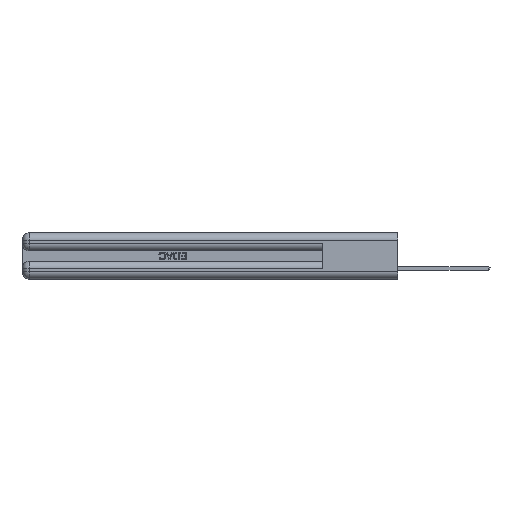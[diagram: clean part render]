
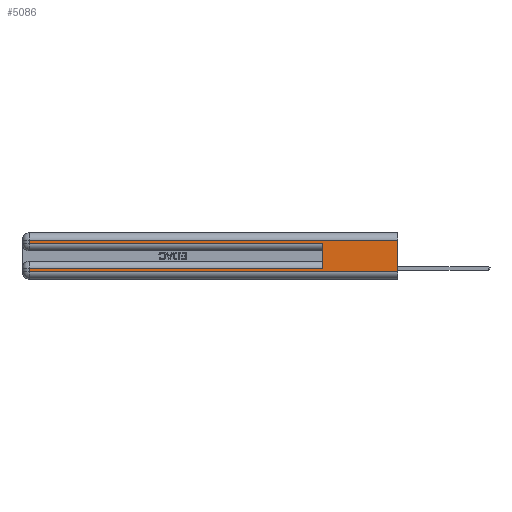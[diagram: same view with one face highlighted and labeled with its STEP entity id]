
A CAD part, left-side view. The second image highlights one B-rep face of the part: STEP entity #5086.
In plain terms, the highlighted planar face has unit normal (-1, 0, 0).
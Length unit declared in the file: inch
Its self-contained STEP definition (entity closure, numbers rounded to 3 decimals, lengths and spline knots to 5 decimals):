
#69 = VECTOR ( 'NONE', #34053, 39.37008 ) ;
#417 = VECTOR ( 'NONE', #43826, 39.37008 ) ;
#721 = EDGE_CURVE ( 'NONE', #43165, #9399, #42029, .T. ) ;
#1720 = DIRECTION ( 'NONE',  ( 0., 0., -1. ) ) ;
#2353 = LINE ( 'NONE', #3776, #19209 ) ;
#2717 = VERTEX_POINT ( 'NONE', #3082 ) ;
#2901 = ORIENTED_EDGE ( 'NONE', *, *, #34186, .F. ) ;
#3082 = CARTESIAN_POINT ( 'NONE',  ( 0., 0.6, 0.085 ) ) ;
#3167 = EDGE_CURVE ( 'NONE', #2717, #48997, #43733, .T. ) ;
#3776 = CARTESIAN_POINT ( 'NONE',  ( 0., 0., 0.06 ) ) ;
#5086 = ADVANCED_FACE ( 'NONE', ( #33209 ), #54268, .F. ) ;
#5182 = ORIENTED_EDGE ( 'NONE', *, *, #37879, .T. ) ;
#6974 = AXIS2_PLACEMENT_3D ( 'NONE', #24410, #32988, #11671 ) ;
#7108 = ORIENTED_EDGE ( 'NONE', *, *, #20329, .T. ) ;
#7124 = EDGE_LOOP ( 'NONE', ( #2901, #17862, #45818, #5182, #19145, #7108, #32445, #24779 ) ) ;
#7929 = CARTESIAN_POINT ( 'NONE',  ( 0., 0.6, 0.285 ) ) ;
#8142 = VERTEX_POINT ( 'NONE', #24478 ) ;
#8982 = VERTEX_POINT ( 'NONE', #9321 ) ;
#9194 = VECTOR ( 'NONE', #33711, 39.37008 ) ;
#9321 = CARTESIAN_POINT ( 'NONE',  ( 0., 0., 0.31 ) ) ;
#9399 = VERTEX_POINT ( 'NONE', #11888 ) ;
#9632 = CARTESIAN_POINT ( 'NONE',  ( 0., 0., 0.285 ) ) ;
#11671 = DIRECTION ( 'NONE',  ( 0., 0., -1. ) ) ;
#11694 = CARTESIAN_POINT ( 'NONE',  ( 0., 0., 0.085 ) ) ;
#11791 = VECTOR ( 'NONE', #1720, 39.37008 ) ;
#11888 = CARTESIAN_POINT ( 'NONE',  ( 0., 2.94, 0.285 ) ) ;
#16664 = DIRECTION ( 'NONE',  ( 0., 1., 0. ) ) ;
#17496 = LINE ( 'NONE', #50249, #69 ) ;
#17862 = ORIENTED_EDGE ( 'NONE', *, *, #24944, .T. ) ;
#19145 = ORIENTED_EDGE ( 'NONE', *, *, #3167, .F. ) ;
#19148 = CARTESIAN_POINT ( 'NONE',  ( 0., 2.94, 0.06 ) ) ;
#19209 = VECTOR ( 'NONE', #38681, 39.37008 ) ;
#20329 = EDGE_CURVE ( 'NONE', #2717, #8142, #43455, .T. ) ;
#21584 = CARTESIAN_POINT ( 'NONE',  ( 0., 2.94, 0.37 ) ) ;
#22405 = VECTOR ( 'NONE', #37813, 39.37008 ) ;
#22505 = CARTESIAN_POINT ( 'NONE',  ( 0., 2.94, 0.31 ) ) ;
#23187 = EDGE_CURVE ( 'NONE', #28524, #46997, #2353, .T. ) ;
#24410 = CARTESIAN_POINT ( 'NONE',  ( 0., 0., 0.37 ) ) ;
#24478 = CARTESIAN_POINT ( 'NONE',  ( 0., 2.94, 0.085 ) ) ;
#24779 = ORIENTED_EDGE ( 'NONE', *, *, #23187, .T. ) ;
#24944 = EDGE_CURVE ( 'NONE', #8982, #43165, #25760, .T. ) ;
#25760 = LINE ( 'NONE', #40749, #22405 ) ;
#28524 = VERTEX_POINT ( 'NONE', #19148 ) ;
#32124 = VECTOR ( 'NONE', #16664, 39.37008 ) ;
#32445 = ORIENTED_EDGE ( 'NONE', *, *, #39063, .T. ) ;
#32988 = DIRECTION ( 'NONE',  ( 1., 0., 0. ) ) ;
#33209 = FACE_OUTER_BOUND ( 'NONE', #7124, .T. ) ;
#33711 = DIRECTION ( 'NONE',  ( 0., 0., -1. ) ) ;
#34053 = DIRECTION ( 'NONE',  ( 0., 0., -1. ) ) ;
#34186 = EDGE_CURVE ( 'NONE', #8982, #46997, #17496, .T. ) ;
#37813 = DIRECTION ( 'NONE',  ( 0., 1., 0. ) ) ;
#37879 = EDGE_CURVE ( 'NONE', #9399, #48997, #42042, .T. ) ;
#38681 = DIRECTION ( 'NONE',  ( 0., -1., 0. ) ) ;
#39063 = EDGE_CURVE ( 'NONE', #8142, #28524, #39844, .T. ) ;
#39844 = LINE ( 'NONE', #48130, #11791 ) ;
#40749 = CARTESIAN_POINT ( 'NONE',  ( 0., 0., 0.31 ) ) ;
#42029 = LINE ( 'NONE', #21584, #9194 ) ;
#42042 = LINE ( 'NONE', #9632, #417 ) ;
#42493 = VECTOR ( 'NONE', #43285, 39.37008 ) ;
#43165 = VERTEX_POINT ( 'NONE', #22505 ) ;
#43285 = DIRECTION ( 'NONE',  ( 0., 0., 1. ) ) ;
#43455 = LINE ( 'NONE', #11694, #32124 ) ;
#43639 = CARTESIAN_POINT ( 'NONE',  ( 0., 0.6, 0.145 ) ) ;
#43733 = LINE ( 'NONE', #43639, #42493 ) ;
#43826 = DIRECTION ( 'NONE',  ( 0., -1., 0. ) ) ;
#45818 = ORIENTED_EDGE ( 'NONE', *, *, #721, .T. ) ;
#46997 = VERTEX_POINT ( 'NONE', #53061 ) ;
#48130 = CARTESIAN_POINT ( 'NONE',  ( 0., 2.94, 0.37 ) ) ;
#48997 = VERTEX_POINT ( 'NONE', #7929 ) ;
#50249 = CARTESIAN_POINT ( 'NONE',  ( 0., 0., 0.37 ) ) ;
#53061 = CARTESIAN_POINT ( 'NONE',  ( 0., 0., 0.06 ) ) ;
#54268 = PLANE ( 'NONE',  #6974 ) ;
